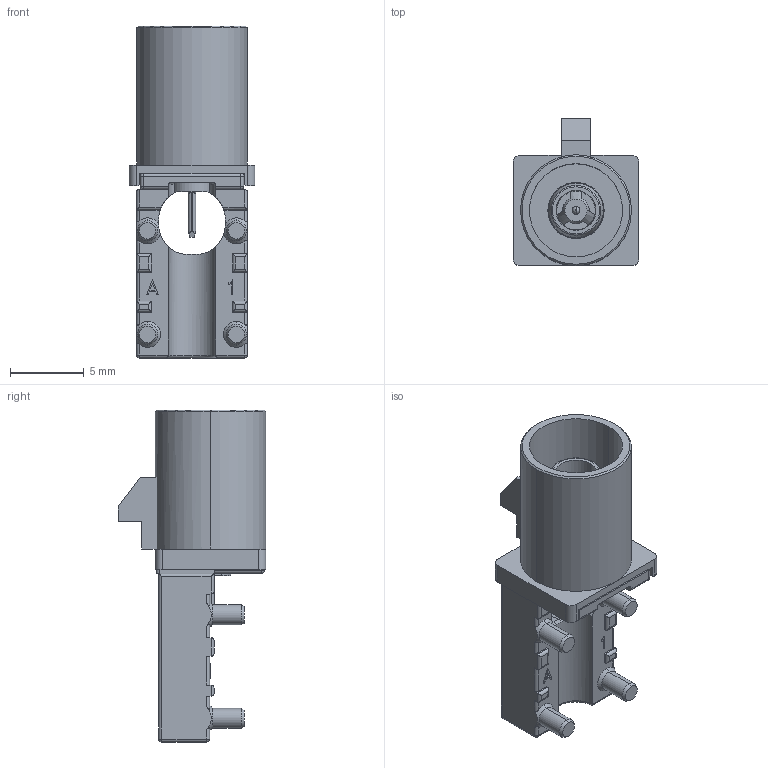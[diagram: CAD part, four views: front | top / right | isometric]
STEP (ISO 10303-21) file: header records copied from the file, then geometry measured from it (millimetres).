
FILE_DESCRIPTION (( 'STEP AP203' ), '1' );
FILE_NAME ('FAKRA Right Angle Plug (SMT)(up).STEP', '2019-05-17T09:58:02', ( '' ), ( '' ), 'SwSTEP 2.0', 'SolidWorks 2018', '' );
FILE_SCHEMA (( 'CONFIG_CONTROL_DESIGN' ));
Length unit declared in the file: millimetre
Products named in the file (9): Coding Housing-W=8.5; Contact; Shell_鉚壓後; FAKRA Right Angle Plug (SMT)(up); Inner Housing; Shell
Assembly tree (4 placements, depth 2):
  Coding Housing-W=8.5
  FAKRA Right Angle Plug (SMT)(up)
    Inner Housing
    Contact
    Shell_鉚壓後
    Coding Housing-W=8.5
  Inner Housing
  Contact
  Shell
Bounding box: 8.5 x 10 x 22.45 mm (x, y, z)
Volume: 547.7 mm3; surface area: 1260.9 mm2
Topology: 4 solids, 4 shells, 533 faces, 1387 edges, 868 vertices
Faces by surface type: plane 236, cylinder 159, cone 47, bspline 42, torus 35, sphere 14
Entity records: 18123 total; most frequent: CARTESIAN_POINT 4563, ORIENTED_EDGE 2754, DIRECTION 2555, EDGE_CURVE 1377, AXIS2_PLACEMENT_3D 877, VERTEX_POINT 868, VECTOR 801, LINE 801
